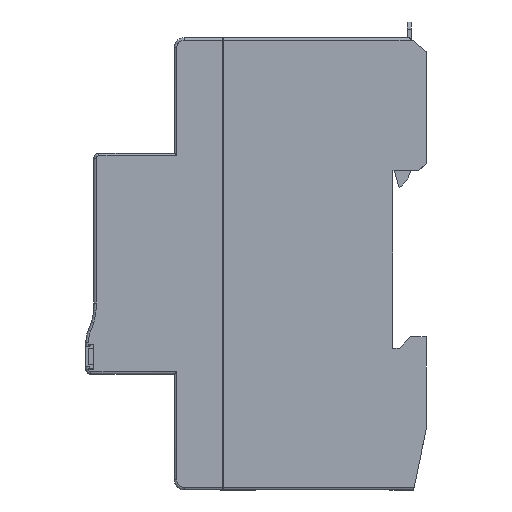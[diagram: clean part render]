
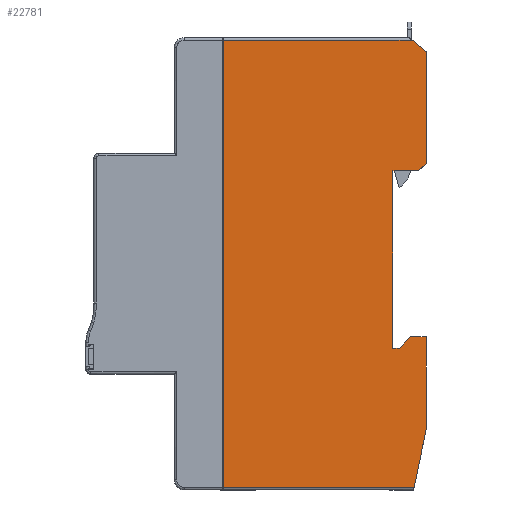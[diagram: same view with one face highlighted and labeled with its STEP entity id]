
A CAD part, left-side view. The second image highlights one B-rep face of the part: STEP entity #22781.
In plain terms, the highlighted planar face has unit normal (-1, 0, 0).
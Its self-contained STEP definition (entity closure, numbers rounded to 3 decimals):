
#362 = VECTOR ( 'NONE', #14303, 1000. ) ;
#463 = ORIENTED_EDGE ( 'NONE', *, *, #14960, .T. ) ;
#1961 = ORIENTED_EDGE ( 'NONE', *, *, #13117, .T. ) ;
#2001 = VECTOR ( 'NONE', #15060, 1000. ) ;
#2373 = CARTESIAN_POINT ( 'NONE',  ( -36., 0., -59.5 ) ) ;
#2723 = EDGE_CURVE ( 'NONE', #18638, #20810, #22484, .T. ) ;
#2829 = CARTESIAN_POINT ( 'NONE',  ( -36., 6.6, -26.5 ) ) ;
#2855 = DIRECTION ( 'NONE',  ( 0., 1., 0. ) ) ;
#3101 = EDGE_CURVE ( 'NONE', #18638, #6594, #10890, .T. ) ;
#3418 = CARTESIAN_POINT ( 'NONE',  ( -36., -3.854, -59.5 ) ) ;
#3523 = CARTESIAN_POINT ( 'NONE',  ( -36., 40.4, -0.5 ) ) ;
#3766 = CARTESIAN_POINT ( 'NONE',  ( -36., 0., -25. ) ) ;
#3941 = LINE ( 'NONE', #7837, #21055 ) ;
#4450 = VECTOR ( 'NONE', #2855, 1000. ) ;
#4462 = ORIENTED_EDGE ( 'NONE', *, *, #17943, .T. ) ;
#4465 = DIRECTION ( 'NONE',  ( 0., 0.707, -0.707 ) ) ;
#4996 = CARTESIAN_POINT ( 'NONE',  ( -36., -3.854, -59.5 ) ) ;
#5007 = VECTOR ( 'NONE', #10026, 1000. ) ;
#5204 = EDGE_CURVE ( 'NONE', #14602, #23850, #13450, .T. ) ;
#5238 = DIRECTION ( 'NONE',  ( 0., 0., 1. ) ) ;
#5245 = VECTOR ( 'NONE', #22148, 1000. ) ;
#5812 = ORIENTED_EDGE ( 'NONE', *, *, #15068, .T. ) ;
#5994 = EDGE_CURVE ( 'NONE', #10520, #13121, #10925, .T. ) ;
#6488 = DIRECTION ( 'NONE',  ( 0., -1., 0. ) ) ;
#6556 = CARTESIAN_POINT ( 'NONE',  ( -36., 6.6, -26.5 ) ) ;
#6594 = VERTEX_POINT ( 'NONE', #7016 ) ;
#6700 = EDGE_CURVE ( 'NONE', #23034, #20396, #9221, .T. ) ;
#6754 = CARTESIAN_POINT ( 'NONE',  ( -36., 2.804, -0.5 ) ) ;
#7016 = CARTESIAN_POINT ( 'NONE',  ( -36., 1.5, -26.5 ) ) ;
#7184 = CARTESIAN_POINT ( 'NONE',  ( -36., 1.5, -26.5 ) ) ;
#7502 = EDGE_CURVE ( 'NONE', #22727, #10520, #7799, .T. ) ;
#7651 = CARTESIAN_POINT ( 'NONE',  ( -36., 0., -2.85 ) ) ;
#7799 = LINE ( 'NONE', #3418, #10019 ) ;
#7816 = VECTOR ( 'NONE', #9376, 1000. ) ;
#7837 = CARTESIAN_POINT ( 'NONE',  ( -36., 0., -59.5 ) ) ;
#7889 = ORIENTED_EDGE ( 'NONE', *, *, #5204, .T. ) ;
#8219 = DIRECTION ( 'NONE',  ( 0., 0., 1. ) ) ;
#8345 = LINE ( 'NONE', #2373, #5007 ) ;
#8767 = DIRECTION ( 'NONE',  ( -1., 0., 0. ) ) ;
#9002 = CARTESIAN_POINT ( 'NONE',  ( -36., 0., -59.5 ) ) ;
#9085 = CARTESIAN_POINT ( 'NONE',  ( -36., 3.1, -59.5 ) ) ;
#9130 = LINE ( 'NONE', #7184, #2001 ) ;
#9221 = LINE ( 'NONE', #17090, #17017 ) ;
#9376 = DIRECTION ( 'NONE',  ( 0., -1., 0. ) ) ;
#10019 = VECTOR ( 'NONE', #25293, 1000. ) ;
#10026 = DIRECTION ( 'NONE',  ( 0., 0., 1. ) ) ;
#10114 = CARTESIAN_POINT ( 'NONE',  ( -36., 6.6, -61.8 ) ) ;
#10277 = ORIENTED_EDGE ( 'NONE', *, *, #12489, .F. ) ;
#10517 = CARTESIAN_POINT ( 'NONE',  ( -36., 0., -78. ) ) ;
#10520 = VERTEX_POINT ( 'NONE', #9085 ) ;
#10890 = LINE ( 'NONE', #12954, #14005 ) ;
#10925 = LINE ( 'NONE', #12492, #14504 ) ;
#10965 = CARTESIAN_POINT ( 'NONE',  ( -36., 40.4, -89.5 ) ) ;
#11024 = ORIENTED_EDGE ( 'NONE', *, *, #6700, .T. ) ;
#11417 = ORIENTED_EDGE ( 'NONE', *, *, #2723, .F. ) ;
#12178 = VERTEX_POINT ( 'NONE', #3523 ) ;
#12489 = EDGE_CURVE ( 'NONE', #20810, #13121, #22033, .T. ) ;
#12492 = CARTESIAN_POINT ( 'NONE',  ( -36., 3.1, -59.5 ) ) ;
#12515 = ORIENTED_EDGE ( 'NONE', *, *, #7502, .T. ) ;
#12565 = EDGE_CURVE ( 'NONE', #23850, #12178, #22530, .T. ) ;
#12717 = VECTOR ( 'NONE', #23733, 1000. ) ;
#12889 = FACE_OUTER_BOUND ( 'NONE', #24124, .T. ) ;
#12954 = CARTESIAN_POINT ( 'NONE',  ( -36., -3.854, -26.5 ) ) ;
#13117 = EDGE_CURVE ( 'NONE', #12178, #22361, #18976, .T. ) ;
#13121 = VERTEX_POINT ( 'NONE', #13623 ) ;
#13450 = LINE ( 'NONE', #7651, #23168 ) ;
#13623 = CARTESIAN_POINT ( 'NONE',  ( -36., 5.4, -61.8 ) ) ;
#14005 = VECTOR ( 'NONE', #6488, 1000. ) ;
#14303 = DIRECTION ( 'NONE',  ( 0., 0., -1. ) ) ;
#14504 = VECTOR ( 'NONE', #4465, 1000. ) ;
#14602 = VERTEX_POINT ( 'NONE', #22100 ) ;
#14612 = CARTESIAN_POINT ( 'NONE',  ( -36., -3.854, -0.5 ) ) ;
#14817 = PLANE ( 'NONE',  #18675 ) ;
#14960 = EDGE_CURVE ( 'NONE', #22361, #23034, #17013, .T. ) ;
#14968 = ORIENTED_EDGE ( 'NONE', *, *, #24608, .T. ) ;
#15060 = DIRECTION ( 'NONE',  ( 0., -0.707, 0.707 ) ) ;
#15068 = EDGE_CURVE ( 'NONE', #17106, #14602, #3941, .T. ) ;
#17013 = LINE ( 'NONE', #17130, #7816 ) ;
#17017 = VECTOR ( 'NONE', #25008, 1000. ) ;
#17090 = CARTESIAN_POINT ( 'NONE',  ( -36., 2.396, -89.5 ) ) ;
#17106 = VERTEX_POINT ( 'NONE', #3766 ) ;
#17130 = CARTESIAN_POINT ( 'NONE',  ( -36., -3.854, -89.5 ) ) ;
#17943 = EDGE_CURVE ( 'NONE', #6594, #17106, #9130, .T. ) ;
#18113 = CARTESIAN_POINT ( 'NONE',  ( -36., 6.6, -61.8 ) ) ;
#18638 = VERTEX_POINT ( 'NONE', #2829 ) ;
#18675 = AXIS2_PLACEMENT_3D ( 'NONE', #4996, #8767, #5238 ) ;
#18976 = LINE ( 'NONE', #19847, #12717 ) ;
#19847 = CARTESIAN_POINT ( 'NONE',  ( -36., 40.4, -59.5 ) ) ;
#20249 = CARTESIAN_POINT ( 'NONE',  ( -36., 2.396, -89.5 ) ) ;
#20396 = VERTEX_POINT ( 'NONE', #10517 ) ;
#20810 = VERTEX_POINT ( 'NONE', #10114 ) ;
#21055 = VECTOR ( 'NONE', #8219, 1000. ) ;
#22033 = LINE ( 'NONE', #18113, #5245 ) ;
#22100 = CARTESIAN_POINT ( 'NONE',  ( -36., 0., -2.85 ) ) ;
#22148 = DIRECTION ( 'NONE',  ( 0., -1., 0. ) ) ;
#22361 = VERTEX_POINT ( 'NONE', #10965 ) ;
#22484 = LINE ( 'NONE', #6556, #362 ) ;
#22530 = LINE ( 'NONE', #14612, #4450 ) ;
#22727 = VERTEX_POINT ( 'NONE', #9002 ) ;
#22781 = ADVANCED_FACE ( 'NONE', ( #12889 ), #14817, .T. ) ;
#23034 = VERTEX_POINT ( 'NONE', #20249 ) ;
#23168 = VECTOR ( 'NONE', #23561, 1000. ) ;
#23218 = ORIENTED_EDGE ( 'NONE', *, *, #3101, .T. ) ;
#23561 = DIRECTION ( 'NONE',  ( 0., 0.766, 0.642 ) ) ;
#23733 = DIRECTION ( 'NONE',  ( 0., 0., -1. ) ) ;
#23850 = VERTEX_POINT ( 'NONE', #6754 ) ;
#24124 = EDGE_LOOP ( 'NONE', ( #7889, #24879, #1961, #463, #11024, #14968, #12515, #25027, #10277, #11417, #23218, #4462, #5812 ) ) ;
#24608 = EDGE_CURVE ( 'NONE', #20396, #22727, #8345, .T. ) ;
#24879 = ORIENTED_EDGE ( 'NONE', *, *, #12565, .T. ) ;
#25008 = DIRECTION ( 'NONE',  ( 0., -0.204, 0.979 ) ) ;
#25027 = ORIENTED_EDGE ( 'NONE', *, *, #5994, .T. ) ;
#25293 = DIRECTION ( 'NONE',  ( 0., 1., 0. ) ) ;
